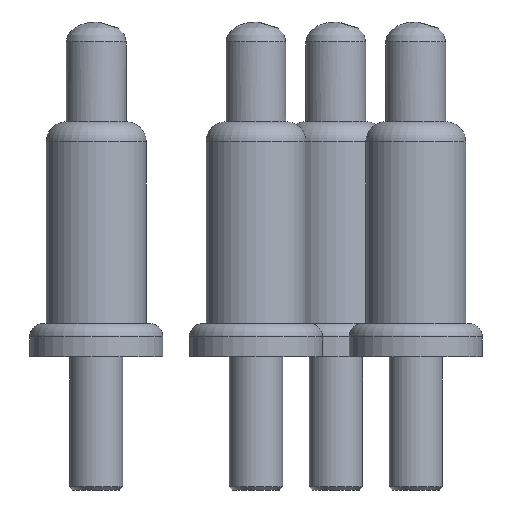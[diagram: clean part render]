
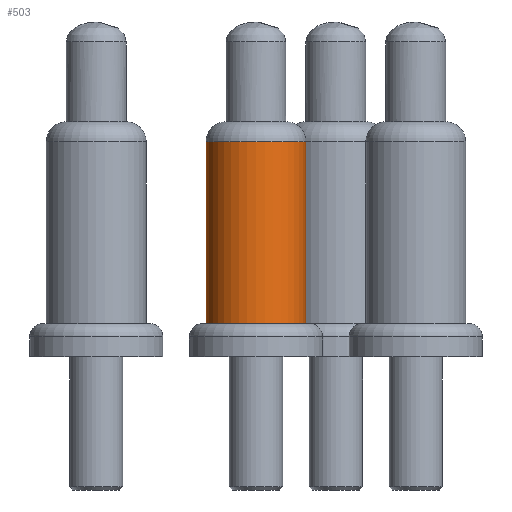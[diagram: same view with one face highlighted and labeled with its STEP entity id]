
A CAD part, front view. The second image highlights one B-rep face of the part: STEP entity #503.
In plain terms, the highlighted cylindrical face has radius 0.75 mm (diameter 1.5 mm), a full revolution.
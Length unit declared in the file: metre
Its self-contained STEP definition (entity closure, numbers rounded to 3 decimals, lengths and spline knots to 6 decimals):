
#56=CYLINDRICAL_SURFACE('',#631,0.00075);
#133=ORIENTED_EDGE('',*,*,#186,.T.);
#134=ORIENTED_EDGE('',*,*,#185,.F.);
#185=EDGE_CURVE('',#229,#229,#267,.T.);
#186=EDGE_CURVE('',#230,#230,#268,.F.);
#229=VERTEX_POINT('',#1138);
#230=VERTEX_POINT('',#1141);
#267=CIRCLE('',#630,0.00075);
#268=CIRCLE('',#632,0.00075);
#345=EDGE_LOOP('',(#133));
#346=EDGE_LOOP('',(#134));
#433=FACE_BOUND('',#345,.T.);
#434=FACE_BOUND('',#346,.T.);
#503=ADVANCED_FACE('',(#433,#434),#56,.T.);
#630=AXIS2_PLACEMENT_3D('',#1137,#789,#790);
#631=AXIS2_PLACEMENT_3D('',#1139,#791,#792);
#632=AXIS2_PLACEMENT_3D('',#1140,#793,#794);
#789=DIRECTION('',(0.,0.,-1.));
#790=DIRECTION('',(-1.,0.,0.));
#791=DIRECTION('',(0.,0.,-1.));
#792=DIRECTION('',(-1.,0.,0.));
#793=DIRECTION('',(0.,0.,1.));
#794=DIRECTION('',(1.,0.,0.));
#1137=CARTESIAN_POINT('',(0.,0.,0.0005));
#1138=CARTESIAN_POINT('',(-0.00075,0.,0.0005));
#1139=CARTESIAN_POINT('',(0.,0.,0.001515));
#1140=CARTESIAN_POINT('',(0.,0.,0.00323));
#1141=CARTESIAN_POINT('',(0.00075,0.,0.00323));
